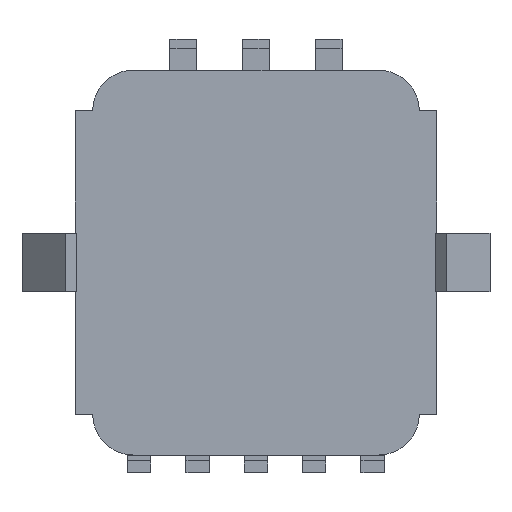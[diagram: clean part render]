
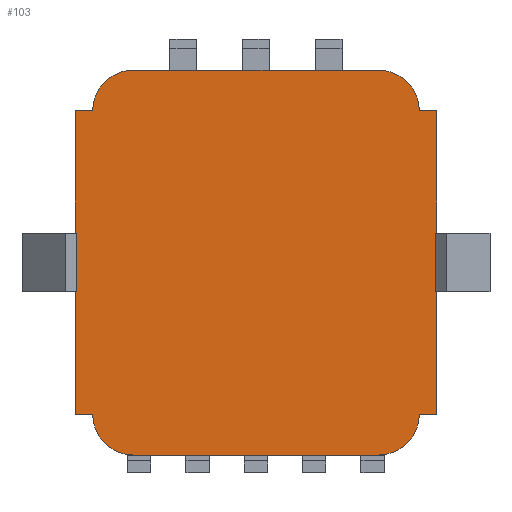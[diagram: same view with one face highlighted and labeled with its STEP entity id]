
A CAD part, front view. The second image highlights one B-rep face of the part: STEP entity #103.
In plain terms, the highlighted planar face has unit normal (0, -1, 0).
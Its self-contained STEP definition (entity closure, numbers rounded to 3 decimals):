
#1 = DIRECTION ( 'NONE',  ( 0., 1., 0. ) ) ;
#18 = DIRECTION ( 'NONE',  ( 0., 0., -1. ) ) ;
#103 = ADVANCED_FACE ( 'NONE', ( #6879 ), #3962, .F. ) ;
#155 = DIRECTION ( 'NONE',  ( 0., 1., 0. ) ) ;
#162 = LINE ( 'NONE', #2348, #2947 ) ;
#192 = CIRCLE ( 'NONE', #4206, 1.4 ) ;
#209 = CARTESIAN_POINT ( 'NONE',  ( 0., 0., 6.6 ) ) ;
#268 = ORIENTED_EDGE ( 'NONE', *, *, #6992, .F. ) ;
#424 = DIRECTION ( 'NONE',  ( 0., 0., 1. ) ) ;
#500 = DIRECTION ( 'NONE',  ( 0., 1., 0. ) ) ;
#573 = AXIS2_PLACEMENT_3D ( 'NONE', #5081, #155, #2342 ) ;
#642 = CIRCLE ( 'NONE', #5135, 1.4 ) ;
#650 = ORIENTED_EDGE ( 'NONE', *, *, #3426, .F. ) ;
#841 = DIRECTION ( 'NONE',  ( -1., 0., 0. ) ) ;
#965 = ORIENTED_EDGE ( 'NONE', *, *, #5059, .F. ) ;
#1015 = CARTESIAN_POINT ( 'NONE',  ( -6.2, 0., 0. ) ) ;
#1020 = CARTESIAN_POINT ( 'NONE',  ( 4.2, 0., 5.2 ) ) ;
#1149 = ORIENTED_EDGE ( 'NONE', *, *, #5882, .F. ) ;
#1251 = CIRCLE ( 'NONE', #1834, 1.4 ) ;
#1269 = DIRECTION ( 'NONE',  ( 1., 0., 0. ) ) ;
#1327 = CARTESIAN_POINT ( 'NONE',  ( 6.2, 0., 5.2 ) ) ;
#1329 = VECTOR ( 'NONE', #3758, 1000. ) ;
#1370 = CARTESIAN_POINT ( 'NONE',  ( 6.2, 0., -5.2 ) ) ;
#1477 = EDGE_CURVE ( 'NONE', #7062, #5940, #1251, .T. ) ;
#1540 = CARTESIAN_POINT ( 'NONE',  ( 6.2, 0., 0. ) ) ;
#1834 = AXIS2_PLACEMENT_3D ( 'NONE', #6255, #1903, #6189 ) ;
#1894 = CARTESIAN_POINT ( 'NONE',  ( -5.6, 0., 5.2 ) ) ;
#1903 = DIRECTION ( 'NONE',  ( 0., 1., 0. ) ) ;
#2002 = CARTESIAN_POINT ( 'NONE',  ( 0., 0., -6.6 ) ) ;
#2023 = ORIENTED_EDGE ( 'NONE', *, *, #2627, .F. ) ;
#2184 = CARTESIAN_POINT ( 'NONE',  ( 4.2, 0., 6.6 ) ) ;
#2234 = CARTESIAN_POINT ( 'NONE',  ( -4.2, 0., -5.2 ) ) ;
#2337 = CARTESIAN_POINT ( 'NONE',  ( -5.6, 0., -5.2 ) ) ;
#2342 = DIRECTION ( 'NONE',  ( 0., 0., 1. ) ) ;
#2348 = CARTESIAN_POINT ( 'NONE',  ( -6.2, 0., 5.2 ) ) ;
#2394 = LINE ( 'NONE', #209, #4557 ) ;
#2490 = ORIENTED_EDGE ( 'NONE', *, *, #4071, .F. ) ;
#2608 = ORIENTED_EDGE ( 'NONE', *, *, #6194, .F. ) ;
#2627 = EDGE_CURVE ( 'NONE', #4549, #2738, #4861, .T. ) ;
#2640 = EDGE_CURVE ( 'NONE', #3741, #4549, #5372, .T. ) ;
#2698 = VECTOR ( 'NONE', #841, 1000. ) ;
#2738 = VERTEX_POINT ( 'NONE', #6324 ) ;
#2947 = VECTOR ( 'NONE', #3388, 1000. ) ;
#3186 = VERTEX_POINT ( 'NONE', #4914 ) ;
#3221 = DIRECTION ( 'NONE',  ( 0., 0., 1. ) ) ;
#3386 = AXIS2_PLACEMENT_3D ( 'NONE', #2234, #4584, #3926 ) ;
#3388 = DIRECTION ( 'NONE',  ( 1., 0., 0. ) ) ;
#3426 = EDGE_CURVE ( 'NONE', #2738, #7062, #6311, .T. ) ;
#3544 = LINE ( 'NONE', #2002, #2698 ) ;
#3562 = DIRECTION ( 'NONE',  ( -1., 0., 0. ) ) ;
#3704 = VECTOR ( 'NONE', #18, 1000. ) ;
#3736 = VERTEX_POINT ( 'NONE', #4104 ) ;
#3741 = VERTEX_POINT ( 'NONE', #4247 ) ;
#3758 = DIRECTION ( 'NONE',  ( -1., 0., 0. ) ) ;
#3926 = DIRECTION ( 'NONE',  ( 0., 0., 1. ) ) ;
#3962 = PLANE ( 'NONE',  #573 ) ;
#4007 = CARTESIAN_POINT ( 'NONE',  ( 5.6, 0., -5.2 ) ) ;
#4071 = EDGE_CURVE ( 'NONE', #5940, #3186, #3544, .T. ) ;
#4104 = CARTESIAN_POINT ( 'NONE',  ( -4.2, 0., 6.6 ) ) ;
#4136 = CARTESIAN_POINT ( 'NONE',  ( 4.2, 0., -6.6 ) ) ;
#4153 = LINE ( 'NONE', #6462, #1329 ) ;
#4206 = AXIS2_PLACEMENT_3D ( 'NONE', #5462, #1, #6040 ) ;
#4247 = CARTESIAN_POINT ( 'NONE',  ( 5.6, 0., 5.2 ) ) ;
#4393 = DIRECTION ( 'NONE',  ( 1., 0., 0. ) ) ;
#4402 = VERTEX_POINT ( 'NONE', #1894 ) ;
#4408 = ORIENTED_EDGE ( 'NONE', *, *, #6506, .F. ) ;
#4496 = ORIENTED_EDGE ( 'NONE', *, *, #6863, .F. ) ;
#4549 = VERTEX_POINT ( 'NONE', #1327 ) ;
#4557 = VECTOR ( 'NONE', #1269, 1000. ) ;
#4563 = VECTOR ( 'NONE', #424, 1000. ) ;
#4584 = DIRECTION ( 'NONE',  ( 0., 1., 0. ) ) ;
#4817 = VERTEX_POINT ( 'NONE', #2337 ) ;
#4861 = LINE ( 'NONE', #1540, #3704 ) ;
#4914 = CARTESIAN_POINT ( 'NONE',  ( -4.2, 0., -6.6 ) ) ;
#5044 = CARTESIAN_POINT ( 'NONE',  ( -6.2, 0., -5.2 ) ) ;
#5059 = EDGE_CURVE ( 'NONE', #6534, #3741, #642, .T. ) ;
#5081 = CARTESIAN_POINT ( 'NONE',  ( 0., 0., 0. ) ) ;
#5135 = AXIS2_PLACEMENT_3D ( 'NONE', #1020, #500, #3221 ) ;
#5372 = LINE ( 'NONE', #5443, #6126 ) ;
#5420 = ORIENTED_EDGE ( 'NONE', *, *, #2640, .F. ) ;
#5443 = CARTESIAN_POINT ( 'NONE',  ( 5.6, 0., 5.2 ) ) ;
#5462 = CARTESIAN_POINT ( 'NONE',  ( -4.2, 0., 5.2 ) ) ;
#5499 = CARTESIAN_POINT ( 'NONE',  ( -6.2, 0., 5.2 ) ) ;
#5566 = ORIENTED_EDGE ( 'NONE', *, *, #1477, .F. ) ;
#5719 = EDGE_LOOP ( 'NONE', ( #4408, #268, #5787, #4496, #1149, #2490, #5566, #650, #2023, #5420, #965, #2608 ) ) ;
#5787 = ORIENTED_EDGE ( 'NONE', *, *, #6552, .F. ) ;
#5819 = CIRCLE ( 'NONE', #3386, 1.4 ) ;
#5882 = EDGE_CURVE ( 'NONE', #3186, #4817, #5819, .T. ) ;
#5890 = LINE ( 'NONE', #1015, #4563 ) ;
#5895 = VERTEX_POINT ( 'NONE', #5044 ) ;
#5940 = VERTEX_POINT ( 'NONE', #4136 ) ;
#6040 = DIRECTION ( 'NONE',  ( 0., 0., 1. ) ) ;
#6126 = VECTOR ( 'NONE', #4393, 1000. ) ;
#6136 = VECTOR ( 'NONE', #3562, 1000. ) ;
#6189 = DIRECTION ( 'NONE',  ( 0., 0., 1. ) ) ;
#6194 = EDGE_CURVE ( 'NONE', #3736, #6534, #2394, .T. ) ;
#6255 = CARTESIAN_POINT ( 'NONE',  ( 4.2, 0., -5.2 ) ) ;
#6311 = LINE ( 'NONE', #1370, #6136 ) ;
#6324 = CARTESIAN_POINT ( 'NONE',  ( 6.2, 0., -5.2 ) ) ;
#6462 = CARTESIAN_POINT ( 'NONE',  ( -5.6, 0., -5.2 ) ) ;
#6506 = EDGE_CURVE ( 'NONE', #4402, #3736, #192, .T. ) ;
#6534 = VERTEX_POINT ( 'NONE', #2184 ) ;
#6552 = EDGE_CURVE ( 'NONE', #5895, #6594, #5890, .T. ) ;
#6594 = VERTEX_POINT ( 'NONE', #5499 ) ;
#6863 = EDGE_CURVE ( 'NONE', #4817, #5895, #4153, .T. ) ;
#6879 = FACE_OUTER_BOUND ( 'NONE', #5719, .T. ) ;
#6992 = EDGE_CURVE ( 'NONE', #6594, #4402, #162, .T. ) ;
#7062 = VERTEX_POINT ( 'NONE', #4007 ) ;
